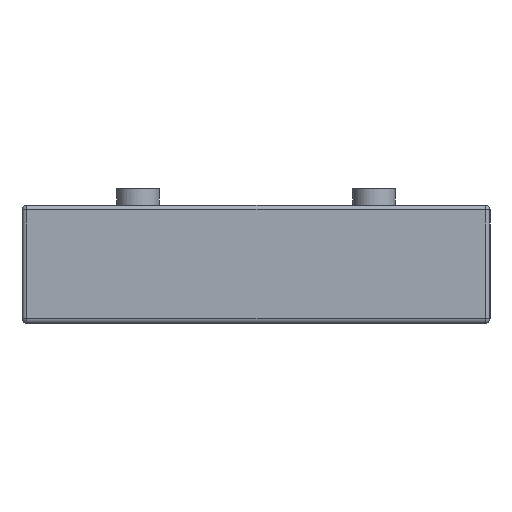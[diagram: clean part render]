
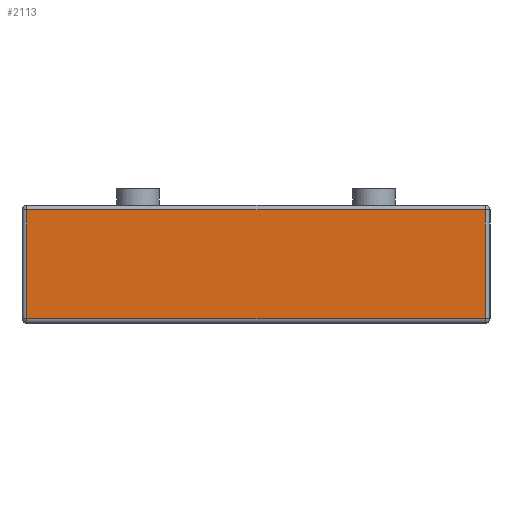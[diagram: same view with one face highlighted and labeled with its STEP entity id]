
A CAD part, front view. The second image highlights one B-rep face of the part: STEP entity #2113.
In plain terms, the highlighted face is planar.
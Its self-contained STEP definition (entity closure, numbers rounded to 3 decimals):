
#1679=CARTESIAN_POINT('',(-67.5,48.0,-97.));
#1680=VERTEX_POINT('',#1679);
#1705=CARTESIAN_POINT('',(-67.5,48.0,97.));
#1706=VERTEX_POINT('',#1705);
#1784=CARTESIAN_POINT('',(-67.5,2.0,-97.));
#1785=VERTEX_POINT('',#1784);
#1810=CARTESIAN_POINT('',(-67.5,2.0,97.));
#1811=VERTEX_POINT('',#1810);
#1851=CARTESIAN_POINT('',(-67.5,2.0,97.));
#1852=DIRECTION('',(0.0,0.0,-1.0));
#1853=VECTOR('',#1852,194.);
#1854=LINE('',#1851,#1853);
#1855=EDGE_CURVE('',#1811,#1785,#1854,.T.);
#1888=CARTESIAN_POINT('',(-67.5,48.0,97.));
#1889=DIRECTION('',(0.0,-1.0,0.0));
#1890=VECTOR('',#1889,46.0);
#1891=LINE('',#1888,#1890);
#1892=EDGE_CURVE('',#1706,#1811,#1891,.T.);
#1917=CARTESIAN_POINT('',(-67.5,2.0,-97.));
#1918=DIRECTION('',(0.0,1.0,0.0));
#1919=VECTOR('',#1918,46.0);
#1920=LINE('',#1917,#1919);
#1921=EDGE_CURVE('',#1785,#1680,#1920,.T.);
#2020=CARTESIAN_POINT('',(-67.5,48.0,-97.));
#2021=DIRECTION('',(0.0,0.0,1.0));
#2022=VECTOR('',#2021,194.);
#2023=LINE('',#2020,#2022);
#2024=EDGE_CURVE('',#1680,#1706,#2023,.T.);
#2102=CARTESIAN_POINT('',(-67.5,0.0,0.0));
#2103=DIRECTION('',(-1.0,0.0,0.0));
#2104=DIRECTION('',(0.0,0.0,1.0));
#2105=AXIS2_PLACEMENT_3D('',#2102,#2103,#2104);
#2106=PLANE('',#2105);
#2107=ORIENTED_EDGE('',*,*,#1855,.F.);
#2108=ORIENTED_EDGE('',*,*,#1892,.F.);
#2109=ORIENTED_EDGE('',*,*,#2024,.F.);
#2110=ORIENTED_EDGE('',*,*,#1921,.F.);
#2111=EDGE_LOOP('',(#2107,#2108,#2109,#2110));
#2112=FACE_OUTER_BOUND('',#2111,.T.);
#2113=ADVANCED_FACE('',(#2112),#2106,.T.);
